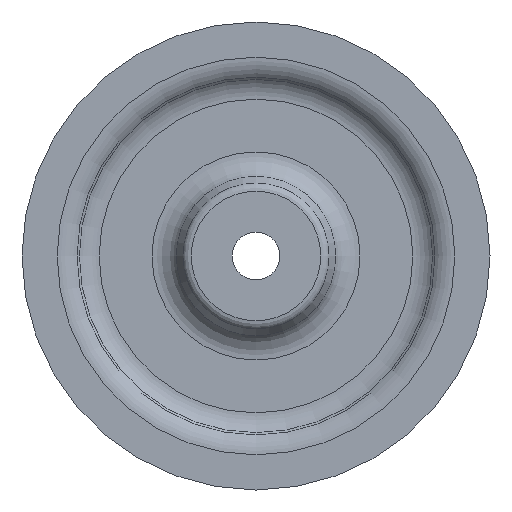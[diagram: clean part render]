
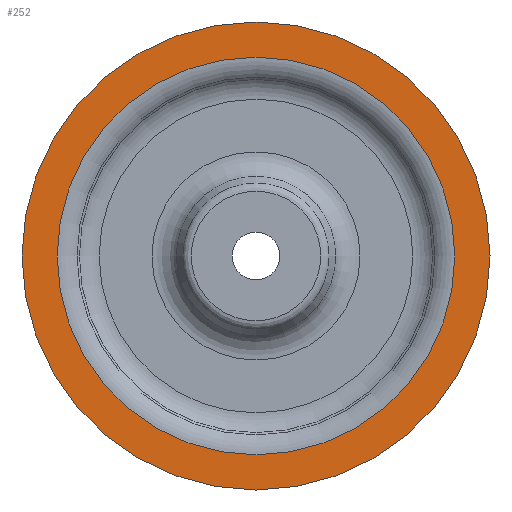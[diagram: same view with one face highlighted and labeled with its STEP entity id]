
A CAD part, left-side view. The second image highlights one B-rep face of the part: STEP entity #252.
In plain terms, the highlighted planar face has unit normal (-1, 0, 0).
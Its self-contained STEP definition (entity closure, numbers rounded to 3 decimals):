
#1 = FACE_BOUND ( 'NONE', #505, .T. ) ;
#30 = PLANE ( 'NONE',  #418 ) ;
#70 = DIRECTION ( 'NONE',  ( -1., 0., 0. ) ) ;
#77 = CARTESIAN_POINT ( 'NONE',  ( -6., -42.485, 0. ) ) ;
#87 = FACE_OUTER_BOUND ( 'NONE', #236, .T. ) ;
#93 = AXIS2_PLACEMENT_3D ( 'NONE', #247, #565, #394 ) ;
#110 = CARTESIAN_POINT ( 'NONE',  ( -6., 50., 0. ) ) ;
#112 = EDGE_CURVE ( 'NONE', #302, #302, #560, .T. ) ;
#130 = ORIENTED_EDGE ( 'NONE', *, *, #558, .F. ) ;
#144 = AXIS2_PLACEMENT_3D ( 'NONE', #508, #343, #389 ) ;
#236 = EDGE_LOOP ( 'NONE', ( #130 ) ) ;
#247 = CARTESIAN_POINT ( 'NONE',  ( -6., 0., 0. ) ) ;
#252 = ADVANCED_FACE ( 'NONE', ( #87, #1 ), #30, .T. ) ;
#286 = ORIENTED_EDGE ( 'NONE', *, *, #112, .F. ) ;
#302 = VERTEX_POINT ( 'NONE', #77 ) ;
#324 = VERTEX_POINT ( 'NONE', #110 ) ;
#343 = DIRECTION ( 'NONE',  ( -1., 0., 0. ) ) ;
#389 = DIRECTION ( 'NONE',  ( 0., -1., 0. ) ) ;
#394 = DIRECTION ( 'NONE',  ( 0., 1., 0. ) ) ;
#418 = AXIS2_PLACEMENT_3D ( 'NONE', #442, #70, #512 ) ;
#442 = CARTESIAN_POINT ( 'NONE',  ( -6., 45., 0. ) ) ;
#505 = EDGE_LOOP ( 'NONE', ( #286 ) ) ;
#508 = CARTESIAN_POINT ( 'NONE',  ( -6., 0., 0. ) ) ;
#512 = DIRECTION ( 'NONE',  ( 0., 1., 0. ) ) ;
#545 = CIRCLE ( 'NONE', #93, 50. ) ;
#558 = EDGE_CURVE ( 'NONE', #324, #324, #545, .T. ) ;
#560 = CIRCLE ( 'NONE', #144, 42.485 ) ;
#565 = DIRECTION ( 'NONE',  ( 1., 0., 0. ) ) ;
